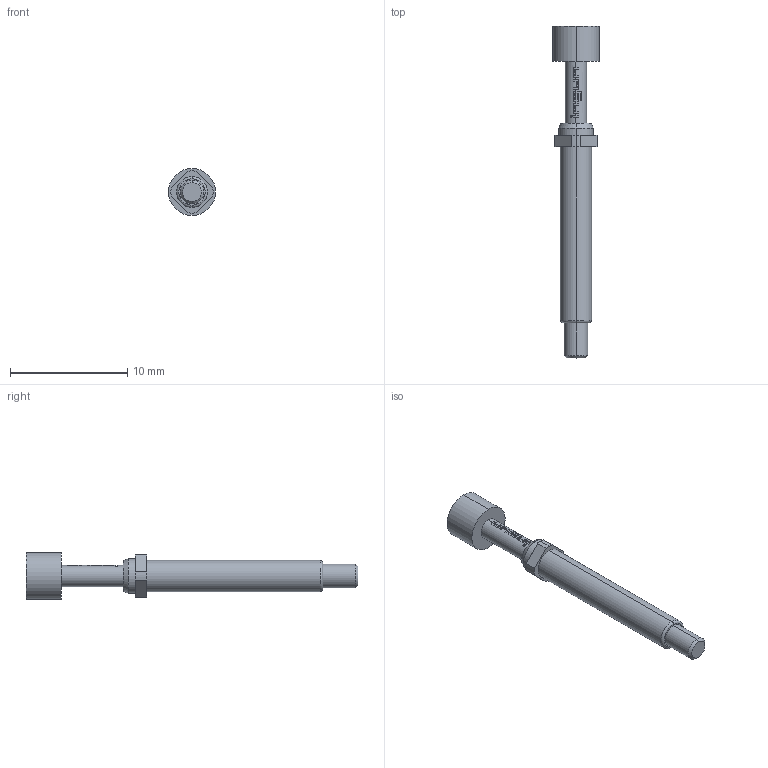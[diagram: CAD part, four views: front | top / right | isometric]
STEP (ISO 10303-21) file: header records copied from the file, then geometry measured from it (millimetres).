
FILE_DESCRIPTION (( 'STEP AP203' ), '1' );
FILE_NAME ('INGUN_GKS-113_303_400_R_xx02_M.STEP', '2022-01-24T08:38:29', ( 'ochi' ), ( '' ), 'SwSTEP 2.0', 'SolidWorks 2018', '' );
FILE_SCHEMA (( 'CONFIG_CONTROL_DESIGN' ));
Length unit declared in the file: millimetre
Products named in the file (1): INGUN_GKS-113_303_400_R_xx02_M
Bounding box: 4 x 28.3 x 4 mm (x, y, z)
Volume: 150 mm3; surface area: 271.1 mm2
Topology: 1 solids, 1 shells, 114 faces, 313 edges, 205 vertices
Faces by surface type: bspline 41, cylinder 34, plane 31, cone 6, torus 2
Entity records: 4706 total; most frequent: CARTESIAN_POINT 2270, ORIENTED_EDGE 622, EDGE_CURVE 311, DIRECTION 275, B_SPLINE_CURVE_WITH_KNOTS 222, VERTEX_POINT 205, EDGE_LOOP 120, FACE_OUTER_BOUND 114
